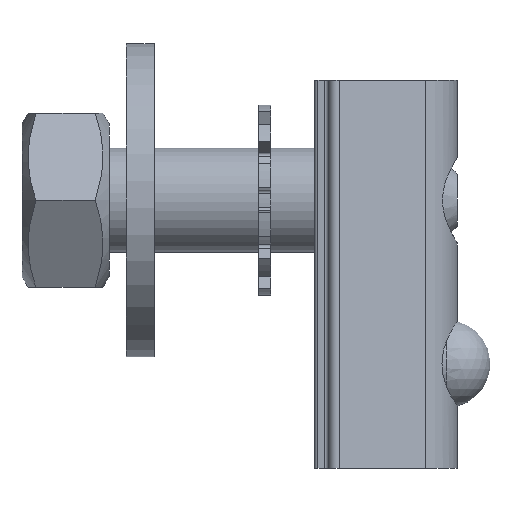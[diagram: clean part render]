
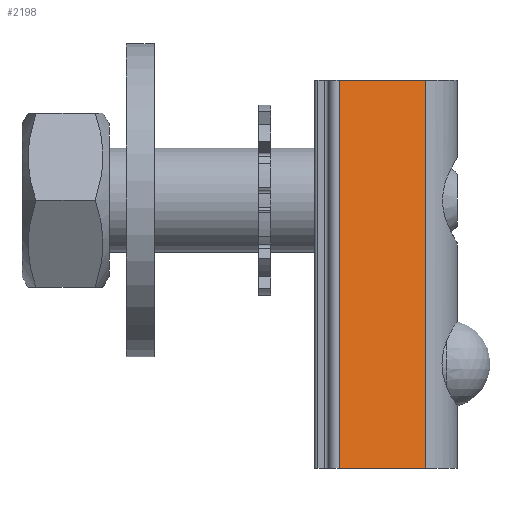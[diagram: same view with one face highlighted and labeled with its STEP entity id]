
A CAD part, left-side view. The second image highlights one B-rep face of the part: STEP entity #2198.
In plain terms, the highlighted planar face has unit normal (-0.837, -0.547, 0).
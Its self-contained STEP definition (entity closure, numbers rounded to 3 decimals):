
#107=PLANE('',#2352);
#175=FACE_OUTER_BOUND('',#307,.T.);
#307=EDGE_LOOP('',(#1552,#1553,#1554,#1555));
#450=LINE('',#3355,#622);
#464=LINE('',#3399,#636);
#465=LINE('',#3402,#637);
#466=LINE('',#3510,#638);
#622=VECTOR('',#2627,5.936);
#636=VECTOR('',#2671,5.936);
#637=VECTOR('',#2676,22.3);
#638=VECTOR('',#2693,22.3);
#932=VERTEX_POINT('',#3352);
#933=VERTEX_POINT('',#3354);
#947=VERTEX_POINT('',#3396);
#948=VERTEX_POINT('',#3398);
#1156=EDGE_CURVE('',#933,#932,#450,.T.);
#1178=EDGE_CURVE('',#948,#947,#464,.T.);
#1180=EDGE_CURVE('',#948,#932,#465,.T.);
#1190=EDGE_CURVE('',#933,#947,#466,.T.);
#1552=ORIENTED_EDGE('',*,*,#1180,.F.);
#1553=ORIENTED_EDGE('',*,*,#1178,.T.);
#1554=ORIENTED_EDGE('',*,*,#1190,.F.);
#1555=ORIENTED_EDGE('',*,*,#1156,.T.);
#2198=ADVANCED_FACE('',(#175),#107,.T.);
#2352=AXIS2_PLACEMENT_3D('',#3509,#2691,#2692);
#2627=DIRECTION('',(-0.547,0.837,0.));
#2671=DIRECTION('',(0.547,-0.837,0.));
#2676=DIRECTION('',(0.,0.,1.));
#2691=DIRECTION('center_axis',(-0.837,-0.547,0.));
#2692=DIRECTION('ref_axis',(0.,0.,1.));
#2693=DIRECTION('',(0.,0.,-1.));
#3352=CARTESIAN_POINT('',(-2.856,-28.191,0.));
#3354=CARTESIAN_POINT('',(0.391,-33.161,0.));
#3355=CARTESIAN_POINT('',(0.391,-33.161,0.));
#3396=CARTESIAN_POINT('',(0.391,-33.161,-22.3));
#3398=CARTESIAN_POINT('',(-2.856,-28.191,-22.3));
#3399=CARTESIAN_POINT('',(0.391,-33.161,-22.3));
#3402=CARTESIAN_POINT('',(-2.856,-28.191,0.));
#3509=CARTESIAN_POINT('Origin',(-3.26,-27.573,0.));
#3510=CARTESIAN_POINT('',(0.391,-33.161,0.));
